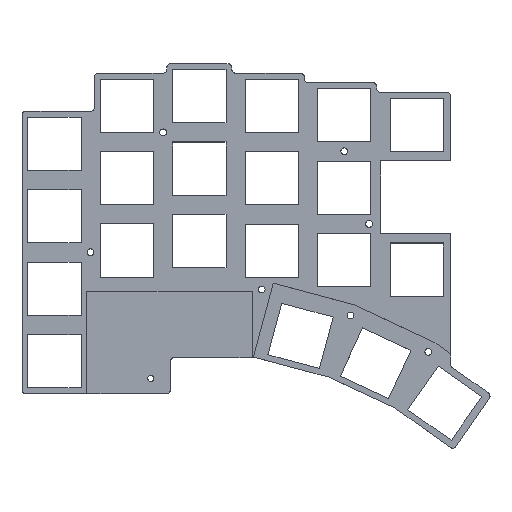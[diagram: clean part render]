
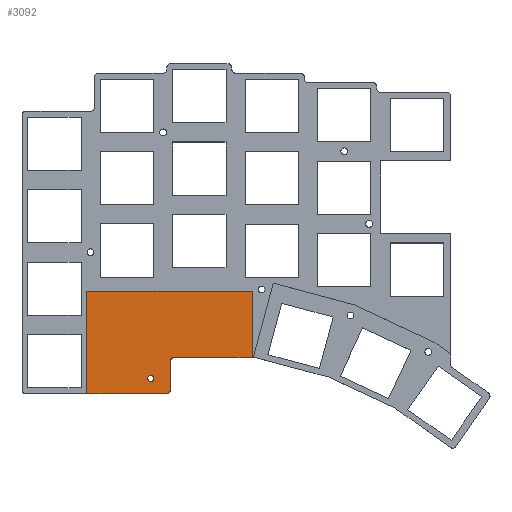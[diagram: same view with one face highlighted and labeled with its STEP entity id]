
A CAD part, top view. The second image highlights one B-rep face of the part: STEP entity #3092.
In plain terms, the highlighted planar face has unit normal (0, 0, 1).
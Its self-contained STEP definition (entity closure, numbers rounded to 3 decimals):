
#19=FACE_BOUND('',#361,.T.);
#81=PLANE('',#3265);
#208=FACE_OUTER_BOUND('',#360,.T.);
#360=EDGE_LOOP('',(#2185,#2186,#2187,#2188,#2189,#2190,#2191,#2192));
#361=EDGE_LOOP('',(#2193));
#566=LINE('',#4292,#960);
#569=LINE('',#4298,#963);
#572=LINE('',#4304,#966);
#577=LINE('',#4319,#971);
#580=LINE('',#4328,#974);
#581=LINE('',#4329,#975);
#960=VECTOR('',#3476,10.);
#963=VECTOR('',#3481,10.);
#966=VECTOR('',#3486,10.);
#971=VECTOR('',#3499,10.);
#974=VECTOR('',#3510,10.);
#975=VECTOR('',#3511,10.);
#1352=CIRCLE('',#3254,0.8);
#1354=CIRCLE('',#3260,1.);
#1356=CIRCLE('',#3264,1.);
#1408=VERTEX_POINT('',#4282);
#1411=VERTEX_POINT('',#4289);
#1412=VERTEX_POINT('',#4291);
#1414=VERTEX_POINT('',#4297);
#1416=VERTEX_POINT('',#4303);
#1419=VERTEX_POINT('',#4310);
#1420=VERTEX_POINT('',#4312);
#1422=VERTEX_POINT('',#4318);
#1424=VERTEX_POINT('',#4324);
#1709=EDGE_CURVE('',#1408,#1408,#1352,.T.);
#1712=EDGE_CURVE('',#1412,#1411,#566,.T.);
#1715=EDGE_CURVE('',#1414,#1412,#569,.T.);
#1718=EDGE_CURVE('',#1416,#1414,#572,.T.);
#1722=EDGE_CURVE('',#1420,#1419,#1354,.T.);
#1725=EDGE_CURVE('',#1422,#1420,#577,.T.);
#1728=EDGE_CURVE('',#1424,#1422,#1356,.T.);
#1730=EDGE_CURVE('',#1411,#1424,#580,.T.);
#1731=EDGE_CURVE('',#1419,#1416,#581,.T.);
#2185=ORIENTED_EDGE('',*,*,#1730,.T.);
#2186=ORIENTED_EDGE('',*,*,#1728,.T.);
#2187=ORIENTED_EDGE('',*,*,#1725,.T.);
#2188=ORIENTED_EDGE('',*,*,#1722,.T.);
#2189=ORIENTED_EDGE('',*,*,#1731,.T.);
#2190=ORIENTED_EDGE('',*,*,#1718,.T.);
#2191=ORIENTED_EDGE('',*,*,#1715,.T.);
#2192=ORIENTED_EDGE('',*,*,#1712,.T.);
#2193=ORIENTED_EDGE('',*,*,#1709,.T.);
#3092=ADVANCED_FACE('',(#208,#19),#81,.T.);
#3254=AXIS2_PLACEMENT_3D('',#4284,#3470,#3471);
#3260=AXIS2_PLACEMENT_3D('',#4313,#3493,#3494);
#3264=AXIS2_PLACEMENT_3D('',#4325,#3505,#3506);
#3265=AXIS2_PLACEMENT_3D('',#4327,#3508,#3509);
#3470=DIRECTION('center_axis',(0.,0.,-1.));
#3471=DIRECTION('ref_axis',(-1.,0.,0.));
#3476=DIRECTION('',(0.,-1.,0.));
#3481=DIRECTION('',(-1.,0.,0.));
#3486=DIRECTION('',(0.,1.,0.));
#3493=DIRECTION('center_axis',(0.,0.,-1.));
#3494=DIRECTION('ref_axis',(0.,1.,0.));
#3499=DIRECTION('',(0.,1.,0.));
#3505=DIRECTION('center_axis',(0.,0.,1.));
#3506=DIRECTION('ref_axis',(0.,-1.,0.));
#3508=DIRECTION('center_axis',(0.,0.,1.));
#3509=DIRECTION('ref_axis',(-1.,0.,0.));
#3510=DIRECTION('',(1.,0.,0.));
#3511=DIRECTION('',(1.,0.,0.));
#4282=CARTESIAN_POINT('',(-26.887,-32.18,7.51));
#4284=CARTESIAN_POINT('Origin',(-27.687,-32.18,7.51));
#4289=CARTESIAN_POINT('',(-44.457,-36.158,7.51));
#4291=CARTESIAN_POINT('',(-44.457,-9.236,7.51));
#4292=CARTESIAN_POINT('',(-44.457,-36.158,7.51));
#4297=CARTESIAN_POINT('',(-1.012,-9.236,7.51));
#4298=CARTESIAN_POINT('',(-22.512,-9.236,7.51));
#4303=CARTESIAN_POINT('',(-1.012,-26.736,7.51));
#4304=CARTESIAN_POINT('',(-1.012,-9.236,7.51));
#4310=CARTESIAN_POINT('',(-21.512,-26.736,7.51));
#4312=CARTESIAN_POINT('',(-22.512,-27.736,7.51));
#4313=CARTESIAN_POINT('Origin',(-21.512,-27.736,7.51));
#4318=CARTESIAN_POINT('',(-22.512,-35.158,7.51));
#4319=CARTESIAN_POINT('',(-22.512,-10.236,7.51));
#4324=CARTESIAN_POINT('',(-23.512,-36.158,7.51));
#4325=CARTESIAN_POINT('Origin',(-23.512,-35.158,7.51));
#4327=CARTESIAN_POINT('Origin',(-22.734,-22.697,7.51));
#4328=CARTESIAN_POINT('',(-60.512,-36.158,7.51));
#4329=CARTESIAN_POINT('',(-2.012,-26.736,7.51));
